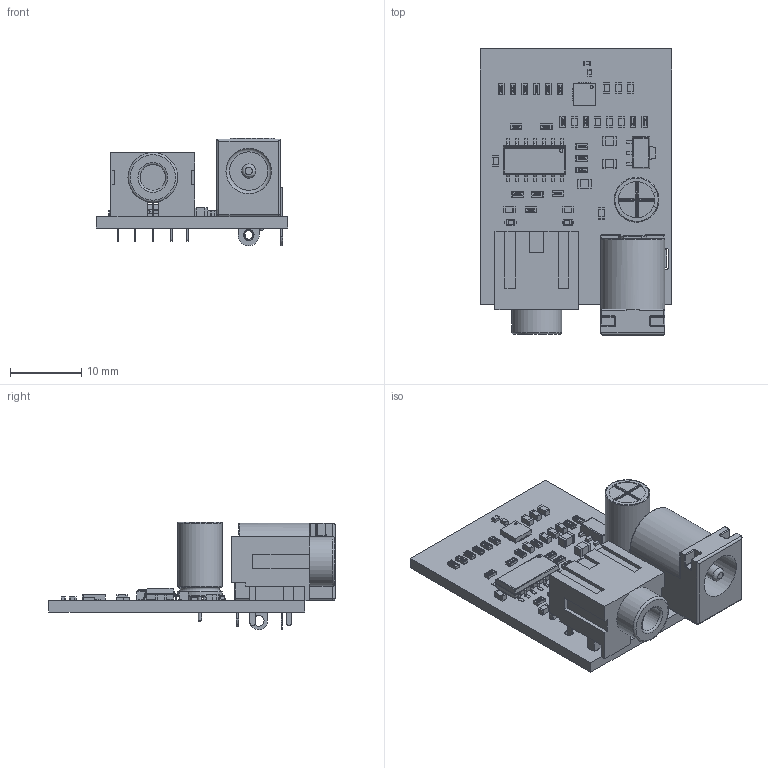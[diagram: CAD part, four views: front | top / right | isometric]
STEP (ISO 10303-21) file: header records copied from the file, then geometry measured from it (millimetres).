
FILE_DESCRIPTION(('Open CASCADE Model'),'2;1');
FILE_NAME('Open CASCADE Shape Model','2019-04-28T19:42:26',('Author'),( 'Open CASCADE'),'Open CASCADE STEP processor 6.8','Open CASCADE 6.8' ,'Unknown');
FILE_SCHEMA(('AUTOMOTIVE_DESIGN { 1 0 10303 214 1 1 1 1 }'));
Length unit declared in the file: millimetre
Products named in the file (68): PCB; Boardfrm-mw-diode-detector; Open CASCADE STEP translator 6.8 19.1.1; P2frm-mw-diode-detector; 7EF2B92C-0FC9-4C85-B662-5CEC65BFCCC4_v2; C13frm-mw-diode-detector; 0402_cap; C12frm-mw-diode-detector; C15frm-mw-diode-detector; 0603_cap; C10frm-mw-diode-detector; C9frm-mw-diode-detector; C8frm-mw-diode-detector; U3frm-mw-diode-detector; 6317736560; Open_CASCADE_STEP_translator_6.8_11.1; Body; Open_CASCADE_STEP_translator_6.8_11.2.1; Thermal_Shape; Pin_Shape; Open_CASCADE_STEP_translator_6.8_11.4.1; U2frm-mw-diode-detector; 6895173232; Open_CASCADE_STEP_translator_6.8_2.1; Open_CASCADE_STEP_translator_6.8_2.2.1; Leader; U1frm-mw-diode-detector; SOT-89; R19frm-mw-diode-detector; 0603_resistor; R18frm-mw-diode-detector; R17frm-mw-diode-detector; R16frm-mw-diode-detector; R15frm-mw-diode-detector; R14frm-mw-diode-detector; R13frm-mw-diode-detector; R12frm-mw-diode-detector; R11frm-mw-diode-detector; R10frm-mw-diode-detector; R9frm-mw-diode-detector ...
Assembly tree (126 placements, depth 5):
  PCB
    Boardfrm-mw-diode-detector
      Open CASCADE STEP translator 6.8 19.1.1
    P2frm-mw-diode-detector
      7EF2B92C-0FC9-4C85-B662-5CEC65BFCCC4_v2
    C13frm-mw-diode-detector
      0402_cap
    C12frm-mw-diode-detector
      0402_cap
    C15frm-mw-diode-detector
      0603_cap
    C10frm-mw-diode-detector
      0603_cap
    C9frm-mw-diode-detector
      0603_cap
    C8frm-mw-diode-detector
      0603_cap
    U3frm-mw-diode-detector
      6317736560
        Open_CASCADE_STEP_translator_6.8_11.1
        Body
          Open_CASCADE_STEP_translator_6.8_11.2.1
        Thermal_Shape
        Pin_Shape  x16
          Open_CASCADE_STEP_translator_6.8_11.4.1
    U2frm-mw-diode-detector
      6895173232
        Open_CASCADE_STEP_translator_6.8_2.1
        Body
          Open_CASCADE_STEP_translator_6.8_2.2.1
        Leader  x14
    U1frm-mw-diode-detector
      SOT-89
    R19frm-mw-diode-detector
      0603_resistor
    R18frm-mw-diode-detector
      0603_resistor
    R17frm-mw-diode-detector
      0603_resistor
    R16frm-mw-diode-detector
      0603_resistor
    R15frm-mw-diode-detector
      0603_resistor
    R14frm-mw-diode-detector
      0603_resistor
    R13frm-mw-diode-detector
      0603_resistor
    R12frm-mw-diode-detector
      0603_resistor
    R11frm-mw-diode-detector
      0603_resistor
    R10frm-mw-diode-detector
      0603_resistor
    R9frm-mw-diode-detector
      0603_resistor
    R8frm-mw-diode-detector
      0603_resistor
    R7frm-mw-diode-detector
      0603_resistor
    R6frm-mw-diode-detector
Bounding box: 27 x 40.27 x 15.1 mm (x, y, z)
Volume: 4086.2 mm3; surface area: 5390.1 mm2
Topology: 105 solids, 107 shells, 2787 faces, 7349 edges, 4629 vertices
Faces by surface type: plane 1807, cylinder 629, sphere 278, torus 42, bspline 31
Full cylindrical faces by diameter (mm): 0.388 x1, 0.5 x3, 0.85 x2, 0.9 x2, 1.2 x6, 1.5 x4, 2 x1, 3.6 x1, 6.1 x2, 6.4 x1, 7 x1
Entity records: 26774 total; most frequent: CARTESIAN_POINT 5359, DIRECTION 4132, ORIENTED_EDGE 3626, EDGE_CURVE 1814, AXIS2_PLACEMENT_3D 1504, LINE 1124, VECTOR 1124, VERTEX_POINT 1087
